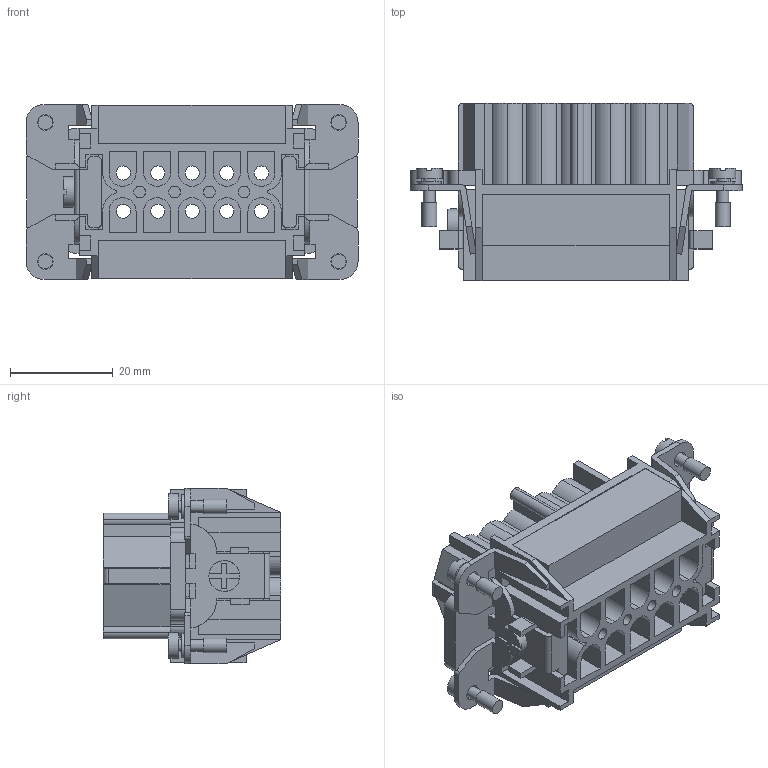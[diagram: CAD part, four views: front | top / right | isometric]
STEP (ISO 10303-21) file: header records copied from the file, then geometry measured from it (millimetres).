
FILE_DESCRIPTION (( 'STEP AP214' ), '1' );
FILE_NAME ('ZP-10B-10-FC-INSERT.STEP', '2011-11-18T20:46:26', ( '.ADC' ), ( 'ADC' ), 'SwSTEP 2.0', 'SolidWorks 2011', '' );
FILE_SCHEMA (( 'AUTOMOTIVE_DESIGN' ));
Length unit declared in the file: millimetre
Products named in the file (1): ZP-10B-10-FC-INSERT
Bounding box: 64.5 x 34.5 x 34 mm (x, y, z)
Volume: 28103.7 mm3; surface area: 21079.4 mm2
Topology: 5 solids, 5 shells, 720 faces, 2024 edges, 1339 vertices
Faces by surface type: plane 555, cylinder 121, bspline 40, cone 4
Full cylindrical faces by diameter (mm): 1.75 x4, 2.3 x4, 2.324 x8, 2.75 x10, 2.85 x4, 3 x2, 3.007 x4, 5.02 x4, 5.72 x10, 6 x1
Entity records: 29258 total; most frequent: CARTESIAN_POINT 4503, ORIENTED_EDGE 3886, DIRECTION 3524, EDGE_CURVE 1943, VECTOR 1560, LINE 1560, VERTEX_POINT 1313, AXIS2_PLACEMENT_3D 982
